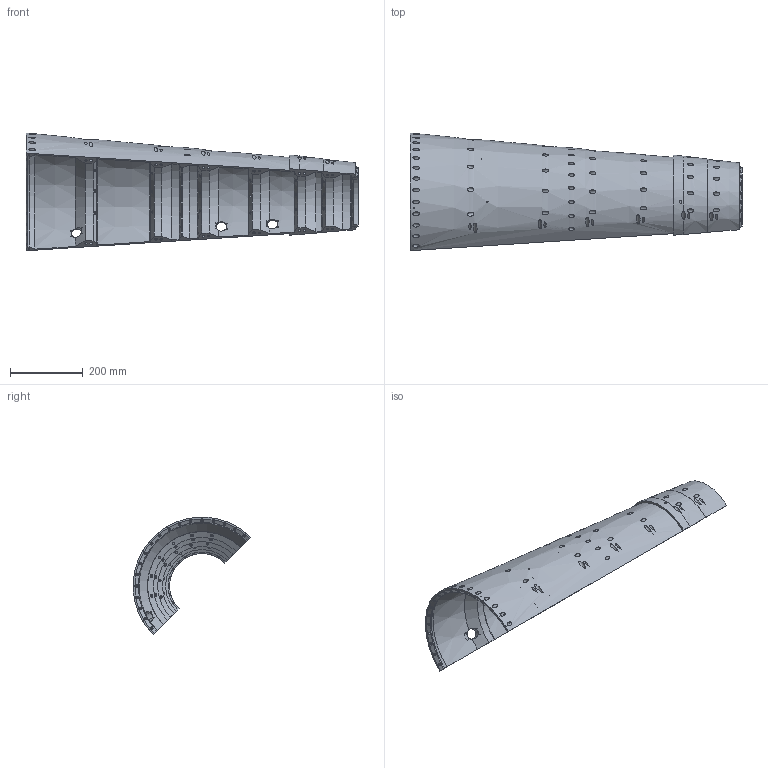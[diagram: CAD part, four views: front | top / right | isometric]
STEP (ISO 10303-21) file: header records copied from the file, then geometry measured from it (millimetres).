
FILE_DESCRIPTION(/* description */ (''),/* implementation_level */ '2;1');
FILE_NAME(/* name */ '10137803-003_REV_A_HOOD.step',/* time_stamp */ '2026-01-17T12:52:36-07:00',/* author */ (''),/* organization */ (''),/* preprocessor_version */ 'ST-DEVELOPER v20.1',/* originating_system */ 'Autodesk Translation Framework v14.21.0.0',/* authorisation */ '');
FILE_SCHEMA (('AUTOMOTIVE_DESIGN { 1 0 10303 214 3 1 1 }'));
Length unit declared in the file: inch
Products named in the file (1): 10137803-003_REV_A_HOOD
Bounding box: 910.97 x 322.26 x 322.26 mm (x, y, z)
Volume: 3708974.1 mm3; surface area: 969870.3 mm2
Topology: 1 solids, 1 shells, 358 faces, 1009 edges, 734 vertices
Faces by surface type: cylinder 217, plane 101, cone 32, torus 8
Full cylindrical faces by diameter (mm): 2.261 x12, 2.718 x2, 3.175 x2, 3.264 x4, 5.461 x11, 6.373 x12, 6.477 x2, 6.909 x18, 7.137 x36, 7.366 x12, 7.95 x11, 9.119 x11, 10.262 x18, 10.312 x48, 29.21 x3, 44.45 x1
Entity records: 21814 total; most frequent: CARTESIAN_POINT 12330, ORIENTED_EDGE 2014, DIRECTION 1641, EDGE_CURVE 1007, VERTEX_POINT 734, EDGE_LOOP 675, AXIS2_PLACEMENT_3D 665, B_SPLINE_CURVE_WITH_KNOTS 390
